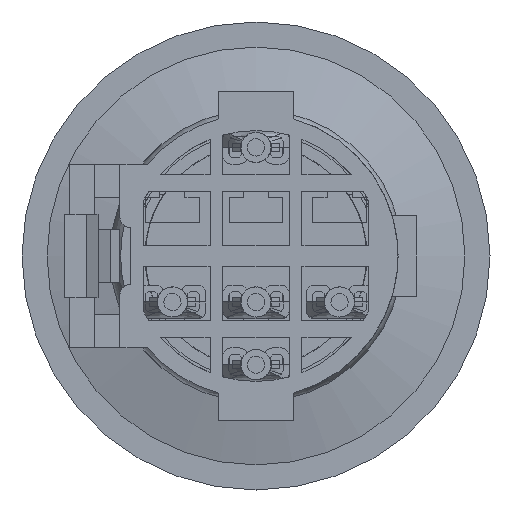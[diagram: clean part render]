
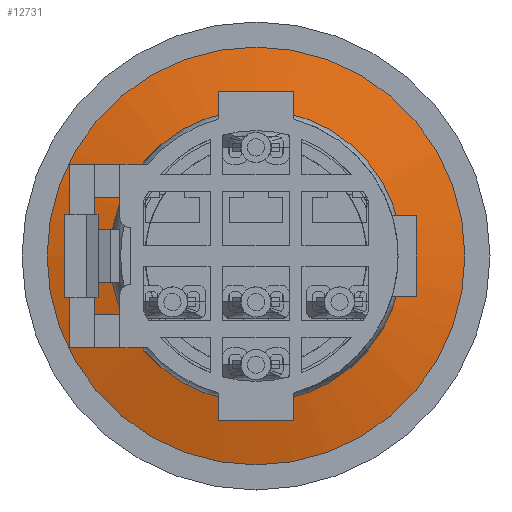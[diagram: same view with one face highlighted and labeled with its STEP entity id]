
A CAD part, front view. The second image highlights one B-rep face of the part: STEP entity #12731.
In plain terms, the highlighted conical face has half-angle 76.504 degrees and reference radius 10.625 mm.
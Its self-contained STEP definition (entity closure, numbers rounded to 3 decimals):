
#129=CONICAL_SURFACE('',#13588,10.625,1.335);
#877=FACE_OUTER_BOUND('',#1545,.T.);
#1545=EDGE_LOOP('',(#9864,#9865,#9866,#9867,#9868,#9869));
#2635=LINE('',#19536,#4060);
#4060=VECTOR('',#15732,10.625);
#5039=CIRCLE('',#13586,8.75);
#5040=CIRCLE('',#13587,8.75);
#5041=CIRCLE('',#13589,12.5);
#5042=CIRCLE('',#13590,12.5);
#5891=VERTEX_POINT('',#19526);
#5892=VERTEX_POINT('',#19527);
#5893=VERTEX_POINT('',#19532);
#5894=VERTEX_POINT('',#19533);
#7377=EDGE_CURVE('',#5891,#5892,#5039,.T.);
#7378=EDGE_CURVE('',#5892,#5891,#5040,.T.);
#7380=EDGE_CURVE('',#5893,#5894,#5041,.T.);
#7381=EDGE_CURVE('',#5894,#5893,#5042,.T.);
#7382=EDGE_CURVE('',#5894,#5892,#2635,.T.);
#9864=ORIENTED_EDGE('',*,*,#7380,.F.);
#9865=ORIENTED_EDGE('',*,*,#7381,.F.);
#9866=ORIENTED_EDGE('',*,*,#7382,.T.);
#9867=ORIENTED_EDGE('',*,*,#7378,.T.);
#9868=ORIENTED_EDGE('',*,*,#7377,.T.);
#9869=ORIENTED_EDGE('',*,*,#7382,.F.);
#12731=ADVANCED_FACE('',(#877),#129,.T.);
#13586=AXIS2_PLACEMENT_3D('',#19528,#15721,#15722);
#13587=AXIS2_PLACEMENT_3D('',#19529,#15723,#15724);
#13588=AXIS2_PLACEMENT_3D('',#19531,#15726,#15727);
#13589=AXIS2_PLACEMENT_3D('',#19534,#15728,#15729);
#13590=AXIS2_PLACEMENT_3D('',#19535,#15730,#15731);
#15721=DIRECTION('center_axis',(0.,1.,0.));
#15722=DIRECTION('ref_axis',(-1.,0.,0.));
#15723=DIRECTION('center_axis',(0.,1.,0.));
#15724=DIRECTION('ref_axis',(-1.,0.,0.));
#15726=DIRECTION('center_axis',(0.,1.,0.));
#15727=DIRECTION('ref_axis',(-1.,0.,0.));
#15728=DIRECTION('center_axis',(0.,1.,0.));
#15729=DIRECTION('ref_axis',(-1.,0.,0.));
#15730=DIRECTION('center_axis',(0.,1.,0.));
#15731=DIRECTION('ref_axis',(-1.,0.,0.));
#15732=DIRECTION('',(-0.972,-0.233,0.));
#19526=CARTESIAN_POINT('',(-8.75,16.2,0.));
#19527=CARTESIAN_POINT('',(8.75,16.2,0.));
#19528=CARTESIAN_POINT('Origin',(0.,16.2,
0.));
#19529=CARTESIAN_POINT('Origin',(0.,16.2,
0.));
#19531=CARTESIAN_POINT('Origin',(0.,16.65,
0.));
#19532=CARTESIAN_POINT('',(-12.5,17.1,0.));
#19533=CARTESIAN_POINT('',(12.5,17.1,0.));
#19534=CARTESIAN_POINT('Origin',(0.,17.1,
0.));
#19535=CARTESIAN_POINT('Origin',(0.,17.1,
0.));
#19536=CARTESIAN_POINT('',(10.625,16.65,0.));
